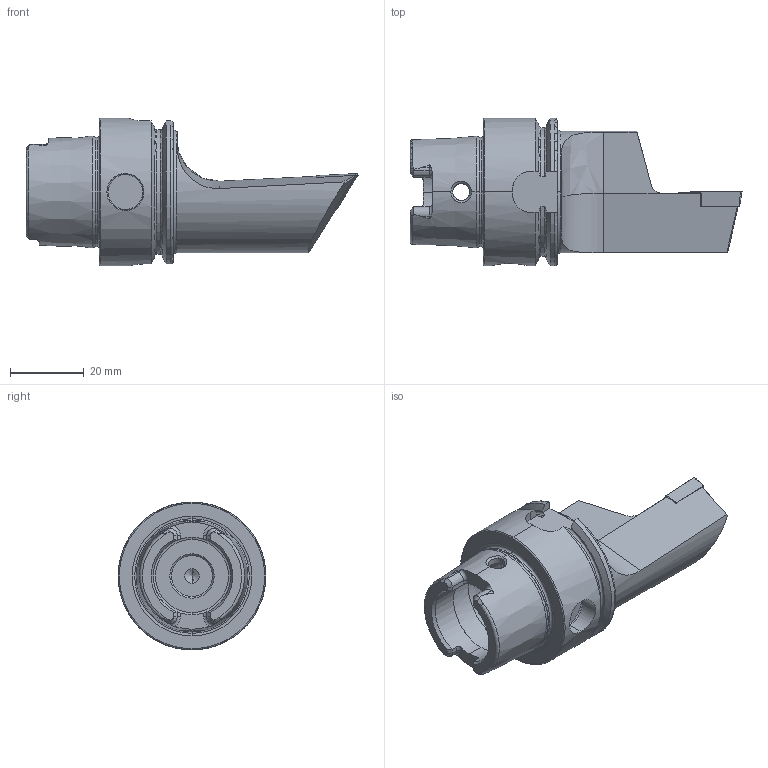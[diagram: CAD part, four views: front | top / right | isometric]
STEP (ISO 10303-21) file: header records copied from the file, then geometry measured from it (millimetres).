
FILE_DESCRIPTION (( 'STEP AP203' ), '1' );
FILE_NAME ('HT4.KDB.LJA.070.STEP', '2024-08-09T13:19:35', ( '' ), ( '' ), 'SwSTEP 2.0', 'SolidWorks 2022', '' );
FILE_SCHEMA (( 'CONFIG_CONTROL_DESIGN' ));
Length unit declared in the file: millimetre
Products named in the file (5): HT4.KDB.LJA.070; KVT_MB_600_050; WCB-ER2.001.009_A; HA4-KDB.LJA.070_B_Fertigbearbeitung; DCMT11T304
Assembly tree (4 placements, depth 2):
  HT4.KDB.LJA.070
    HA4-KDB.LJA.070_B_Fertigbearbeitung
    WCB-ER2.001.009_A
    DCMT11T304
    KVT_MB_600_050
Bounding box: 89.9 x 40 x 40 mm (x, y, z)
Volume: 41928.7 mm3; surface area: 14188.9 mm2
Topology: 5 solids, 5 shells, 307 faces, 786 edges, 480 vertices
Faces by surface type: cylinder 87, plane 79, cone 77, torus 39, bspline 21, sphere 4
Entity records: 11441 total; most frequent: CARTESIAN_POINT 3885, ORIENTED_EDGE 1542, DIRECTION 1413, EDGE_CURVE 771, AXIS2_PLACEMENT_3D 565, VERTEX_POINT 477, EDGE_LOOP 320, FACE_OUTER_BOUND 307
